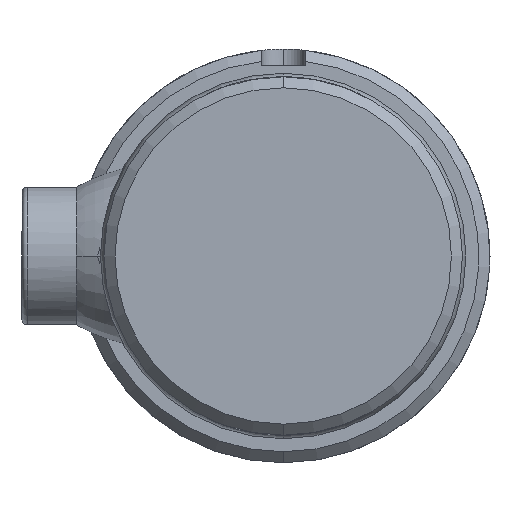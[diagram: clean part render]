
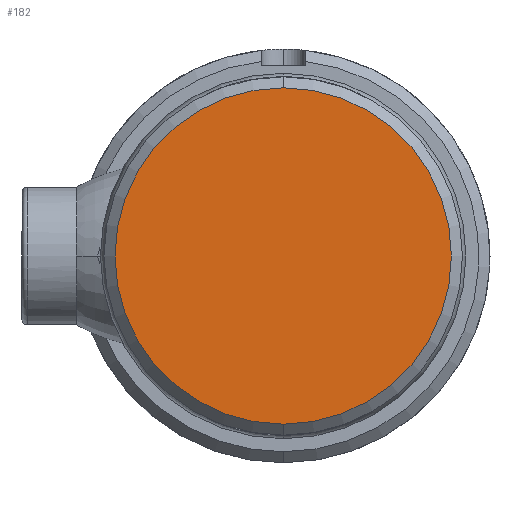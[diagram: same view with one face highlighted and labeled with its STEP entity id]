
A CAD part, left-side view. The second image highlights one B-rep face of the part: STEP entity #182.
In plain terms, the highlighted planar face has unit normal (-1, 0, 0).
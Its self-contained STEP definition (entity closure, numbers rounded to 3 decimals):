
#141 = CIRCLE ( 'NONE', #1892, 30.5 ) ;
#156 = DIRECTION ( 'NONE',  ( -1., 0., 0. ) ) ;
#179 = FACE_OUTER_BOUND ( 'NONE', #429, .T. ) ;
#182 = ADVANCED_FACE ( 'NONE', ( #179 ), #2091, .F. ) ;
#305 = CARTESIAN_POINT ( 'NONE',  ( 0., 0., 0. ) ) ;
#418 = CARTESIAN_POINT ( 'NONE',  ( 0., 0., 0. ) ) ;
#422 = DIRECTION ( 'NONE',  ( -1., 0., 0. ) ) ;
#425 = DIRECTION ( 'NONE',  ( 0., 0., -1. ) ) ;
#429 = EDGE_LOOP ( 'NONE', ( #2070, #787 ) ) ;
#663 = DIRECTION ( 'NONE',  ( 1., 0., 0. ) ) ;
#736 = CARTESIAN_POINT ( 'NONE',  ( 0., 0., 30.5 ) ) ;
#775 = DIRECTION ( 'NONE',  ( 0., 0., -1. ) ) ;
#787 = ORIENTED_EDGE ( 'NONE', *, *, #2600, .T. ) ;
#904 = DIRECTION ( 'NONE',  ( 0., 0., -1. ) ) ;
#919 = CARTESIAN_POINT ( 'NONE',  ( 0., 0., -30.5 ) ) ;
#1357 = VERTEX_POINT ( 'NONE', #919 ) ;
#1379 = AXIS2_PLACEMENT_3D ( 'NONE', #418, #422, #425 ) ;
#1427 = CARTESIAN_POINT ( 'NONE',  ( 0., 0., 0. ) ) ;
#1454 = CIRCLE ( 'NONE', #1379, 30.5 ) ;
#1653 = VERTEX_POINT ( 'NONE', #736 ) ;
#1892 = AXIS2_PLACEMENT_3D ( 'NONE', #1427, #156, #904 ) ;
#2070 = ORIENTED_EDGE ( 'NONE', *, *, #2337, .T. ) ;
#2091 = PLANE ( 'NONE',  #2317 ) ;
#2317 = AXIS2_PLACEMENT_3D ( 'NONE', #305, #663, #775 ) ;
#2337 = EDGE_CURVE ( 'NONE', #1357, #1653, #1454, .T. ) ;
#2600 = EDGE_CURVE ( 'NONE', #1653, #1357, #141, .T. ) ;
